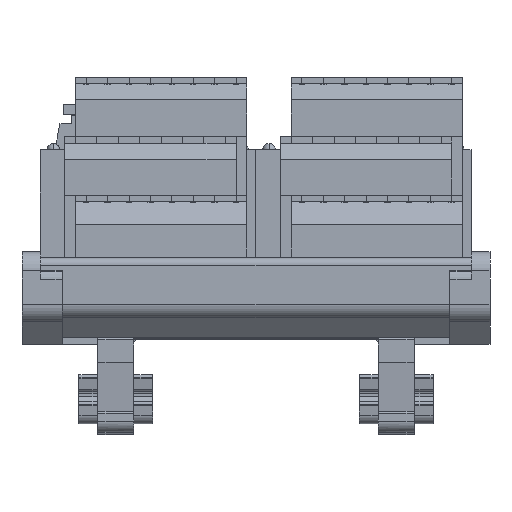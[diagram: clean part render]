
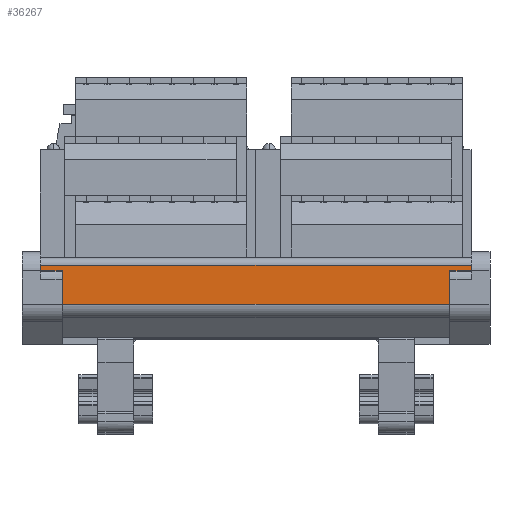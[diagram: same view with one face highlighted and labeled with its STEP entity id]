
A CAD part, front view. The second image highlights one B-rep face of the part: STEP entity #36267.
In plain terms, the highlighted planar face has unit normal (0, -1, 0).
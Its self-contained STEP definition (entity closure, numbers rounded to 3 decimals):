
#36217=AXIS2_PLACEMENT_3D('Plane Axis2P3D',#36214,#36215,#36216) ;
#18256=CARTESIAN_POINT('Vertex',(4.5,2.099,38.052)) ;
#18261=CARTESIAN_POINT('Line Origine',(4.5,2.099,39.127)) ;
#18265=CARTESIAN_POINT('Vertex',(4.5,2.099,40.202)) ;
#18365=CARTESIAN_POINT('Vertex',(106.6,2.099,38.052)) ;
#18411=CARTESIAN_POINT('Vertex',(106.6,2.099,40.202)) ;
#18414=CARTESIAN_POINT('Line Origine',(106.6,2.099,39.127)) ;
#36214=CARTESIAN_POINT('Axis2P3D Location',(112.1,2.099,40.202)) ;
#36219=CARTESIAN_POINT('Line Origine',(55.55,2.099,40.202)) ;
#36224=CARTESIAN_POINT('Line Origine',(4.5,2.099,37.302)) ;
#36228=CARTESIAN_POINT('Vertex',(4.5,2.099,36.552)) ;
#36231=CARTESIAN_POINT('Line Origine',(4.5,2.099,33.763)) ;
#36235=CARTESIAN_POINT('Vertex',(4.5,2.099,30.973)) ;
#36238=CARTESIAN_POINT('Line Origine',(55.55,2.099,30.973)) ;
#36242=CARTESIAN_POINT('Vertex',(106.6,2.099,30.973)) ;
#36245=CARTESIAN_POINT('Line Origine',(106.6,2.099,33.763)) ;
#36249=CARTESIAN_POINT('Vertex',(106.6,2.099,36.552)) ;
#36252=CARTESIAN_POINT('Line Origine',(106.6,2.099,37.302)) ;
#18262=DIRECTION('Vector Direction',(0.,0.,-1.)) ;
#18415=DIRECTION('Vector Direction',(0.,0.,-1.)) ;
#36215=DIRECTION('Axis2P3D Direction',(0.,1.,0.)) ;
#36216=DIRECTION('Axis2P3D XDirection',(-1.,0.,0.)) ;
#36220=DIRECTION('Vector Direction',(-1.,0.,0.)) ;
#36225=DIRECTION('Vector Direction',(0.,0.,-1.)) ;
#36232=DIRECTION('Vector Direction',(0.,0.,-1.)) ;
#36239=DIRECTION('Vector Direction',(-1.,0.,0.)) ;
#36246=DIRECTION('Vector Direction',(0.,0.,-1.)) ;
#36253=DIRECTION('Vector Direction',(0.,0.,-1.)) ;
#18263=VECTOR('Line Direction',#18262,1.) ;
#18416=VECTOR('Line Direction',#18415,1.) ;
#36221=VECTOR('Line Direction',#36220,1.) ;
#36226=VECTOR('Line Direction',#36225,1.) ;
#36233=VECTOR('Line Direction',#36232,1.) ;
#36240=VECTOR('Line Direction',#36239,1.) ;
#36247=VECTOR('Line Direction',#36246,1.) ;
#36254=VECTOR('Line Direction',#36253,1.) ;
#36258=ORIENTED_EDGE('',*,*,#18418,.F.) ;
#36259=ORIENTED_EDGE('',*,*,#36223,.T.) ;
#36260=ORIENTED_EDGE('',*,*,#18267,.T.) ;
#36261=ORIENTED_EDGE('',*,*,#36230,.T.) ;
#36262=ORIENTED_EDGE('',*,*,#36237,.T.) ;
#36263=ORIENTED_EDGE('',*,*,#36244,.F.) ;
#36264=ORIENTED_EDGE('',*,*,#36251,.F.) ;
#36265=ORIENTED_EDGE('',*,*,#36256,.F.) ;
#36267=ADVANCED_FACE('Combine1',(#36266),#36218,.F.) ;
#18267=EDGE_CURVE('',#18266,#18257,#18264,.T.) ;
#18418=EDGE_CURVE('',#18412,#18366,#18417,.T.) ;
#36223=EDGE_CURVE('',#18412,#18266,#36222,.T.) ;
#36230=EDGE_CURVE('',#18257,#36229,#36227,.T.) ;
#36237=EDGE_CURVE('',#36229,#36236,#36234,.T.) ;
#36244=EDGE_CURVE('',#36243,#36236,#36241,.T.) ;
#36251=EDGE_CURVE('',#36250,#36243,#36248,.T.) ;
#36256=EDGE_CURVE('',#18366,#36250,#36255,.T.) ;
#36257=EDGE_LOOP('',(#36258,#36259,#36260,#36261,#36262,#36263,#36264,#36265)) ;
#36266=FACE_OUTER_BOUND('',#36257,.T.) ;
#18264=LINE('Line',#18261,#18263) ;
#18417=LINE('Line',#18414,#18416) ;
#36222=LINE('Line',#36219,#36221) ;
#36227=LINE('Line',#36224,#36226) ;
#36234=LINE('Line',#36231,#36233) ;
#36241=LINE('Line',#36238,#36240) ;
#36248=LINE('Line',#36245,#36247) ;
#36255=LINE('Line',#36252,#36254) ;
#36218=PLANE('',#36217) ;
#18257=VERTEX_POINT('',#18256) ;
#18266=VERTEX_POINT('',#18265) ;
#18366=VERTEX_POINT('',#18365) ;
#18412=VERTEX_POINT('',#18411) ;
#36229=VERTEX_POINT('',#36228) ;
#36236=VERTEX_POINT('',#36235) ;
#36243=VERTEX_POINT('',#36242) ;
#36250=VERTEX_POINT('',#36249) ;
